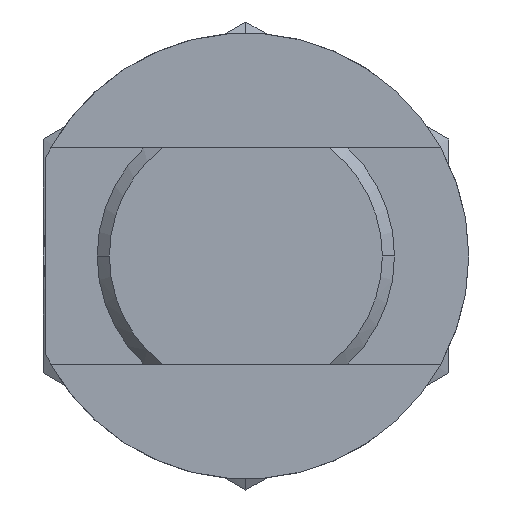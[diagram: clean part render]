
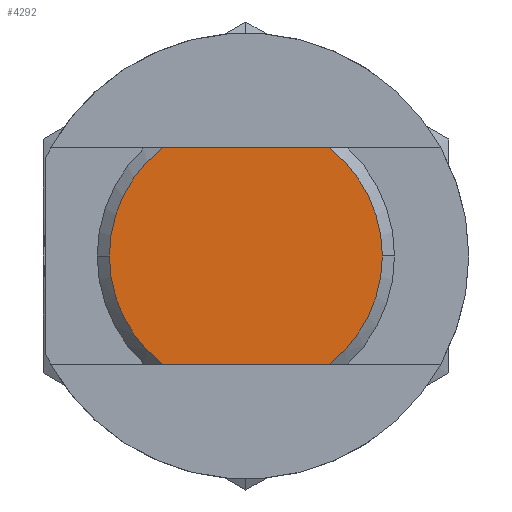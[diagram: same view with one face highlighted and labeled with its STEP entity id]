
A CAD part, front view. The second image highlights one B-rep face of the part: STEP entity #4292.
In plain terms, the highlighted planar face has unit normal (0, -1, 0).
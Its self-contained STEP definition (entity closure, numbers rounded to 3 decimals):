
#3456=CARTESIAN_POINT('',(10.1,0.0,0.));
#3457=VERTEX_POINT('',#3456);
#3464=CARTESIAN_POINT('',(6.165,0.0,-8.0));
#3465=VERTEX_POINT('',#3464);
#3466=CARTESIAN_POINT('',(0.0,0.0,0.0));
#3467=DIRECTION('',(0.0,1.0,0.0));
#3468=DIRECTION('',(1.0,0.0,0.0));
#3469=AXIS2_PLACEMENT_3D('',#3466,#3467,#3468);
#3470=CIRCLE('',#3469,10.1);
#3471=EDGE_CURVE('',#3457,#3465,#3470,.T.);
#3545=CARTESIAN_POINT('',(-10.1,0.0,0.));
#3546=VERTEX_POINT('',#3545);
#3553=CARTESIAN_POINT('',(-6.165,0.0,8.0));
#3554=VERTEX_POINT('',#3553);
#3555=CARTESIAN_POINT('',(0.0,0.0,0.0));
#3556=DIRECTION('',(0.0,1.0,0.0));
#3557=DIRECTION('',(-1.0,0.0,0.0));
#3558=AXIS2_PLACEMENT_3D('',#3555,#3556,#3557);
#3559=CIRCLE('',#3558,10.1);
#3560=EDGE_CURVE('',#3546,#3554,#3559,.T.);
#3594=CARTESIAN_POINT('',(-6.165,0.0,-8.0));
#3595=VERTEX_POINT('',#3594);
#3609=CARTESIAN_POINT('',(0.0,0.0,0.0));
#3610=DIRECTION('',(0.0,1.0,0.0));
#3611=DIRECTION('',(-1.0,0.0,0.0));
#3612=AXIS2_PLACEMENT_3D('',#3609,#3610,#3611);
#3613=CIRCLE('',#3612,10.1);
#3614=EDGE_CURVE('',#3595,#3546,#3613,.T.);
#3650=CARTESIAN_POINT('',(6.165,0.0,8.0));
#3651=VERTEX_POINT('',#3650);
#3652=CARTESIAN_POINT('',(6.165,0.0,8.0));
#3653=DIRECTION('',(-1.0,0.0,0.0));
#3654=VECTOR('',#3653,12.33);
#3655=LINE('',#3652,#3654);
#3656=EDGE_CURVE('',#3651,#3554,#3655,.T.);
#3714=CARTESIAN_POINT('',(0.0,0.0,0.0));
#3715=DIRECTION('',(0.0,1.0,0.0));
#3716=DIRECTION('',(1.0,0.0,0.0));
#3717=AXIS2_PLACEMENT_3D('',#3714,#3715,#3716);
#3718=CIRCLE('',#3717,10.1);
#3719=EDGE_CURVE('',#3651,#3457,#3718,.T.);
#3796=CARTESIAN_POINT('',(-6.165,0.0,-8.0));
#3797=DIRECTION('',(1.0,0.0,0.0));
#3798=VECTOR('',#3797,12.33);
#3799=LINE('',#3796,#3798);
#3800=EDGE_CURVE('',#3595,#3465,#3799,.T.);
#4279=CARTESIAN_POINT('',(-5.5,0.0,0.0));
#4280=DIRECTION('',(0.0,-1.0,0.0));
#4281=DIRECTION('',(0.0,0.0,-1.0));
#4282=AXIS2_PLACEMENT_3D('',#4279,#4280,#4281);
#4283=PLANE('',#4282);
#4284=ORIENTED_EDGE('',*,*,#3614,.F.);
#4285=ORIENTED_EDGE('',*,*,#3800,.T.);
#4286=ORIENTED_EDGE('',*,*,#3471,.F.);
#4287=ORIENTED_EDGE('',*,*,#3719,.F.);
#4288=ORIENTED_EDGE('',*,*,#3656,.T.);
#4289=ORIENTED_EDGE('',*,*,#3560,.F.);
#4290=EDGE_LOOP('',(#4284,#4285,#4286,#4287,#4288,#4289));
#4291=FACE_OUTER_BOUND('',#4290,.T.);
#4292=ADVANCED_FACE('',(#4291),#4283,.T.);
